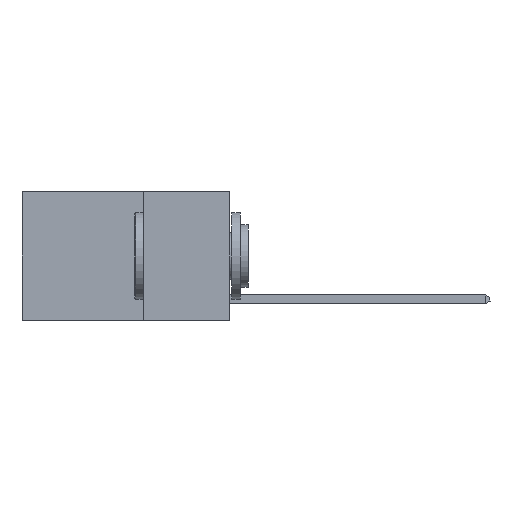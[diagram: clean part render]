
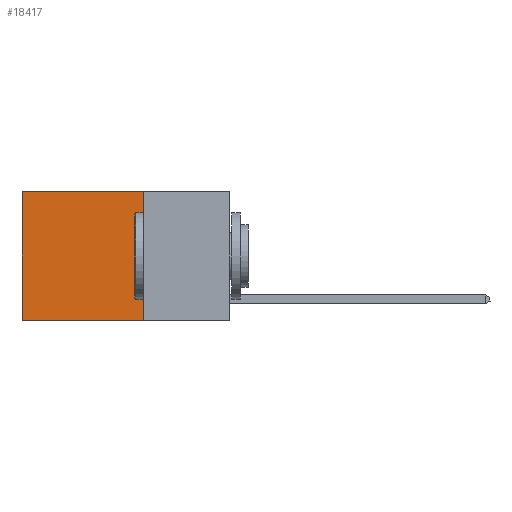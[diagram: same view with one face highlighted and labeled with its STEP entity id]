
A CAD part, left-side view. The second image highlights one B-rep face of the part: STEP entity #18417.
In plain terms, the highlighted planar face has unit normal (-1, 0, 0).
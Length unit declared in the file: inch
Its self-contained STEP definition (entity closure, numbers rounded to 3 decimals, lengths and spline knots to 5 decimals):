
#484 = ORIENTED_EDGE ( 'NONE', *, *, #12882, .F. ) ;
#1968 = ORIENTED_EDGE ( 'NONE', *, *, #11569, .F. ) ;
#2242 = PLANE ( 'NONE',  #3342 ) ;
#2244 = VERTEX_POINT ( 'NONE', #7520 ) ;
#3147 = VERTEX_POINT ( 'NONE', #4031 ) ;
#3342 = AXIS2_PLACEMENT_3D ( 'NONE', #17642, #13038, #9615 ) ;
#4031 = CARTESIAN_POINT ( 'NONE',  ( 0.2625, 0.6, -0.37 ) ) ;
#4869 = DIRECTION ( 'NONE',  ( 0., 1., 0. ) ) ;
#5832 = DIRECTION ( 'NONE',  ( 0., 0., -1. ) ) ;
#6669 = CARTESIAN_POINT ( 'NONE',  ( 0.2625, 0.25, -0.37 ) ) ;
#7060 = EDGE_LOOP ( 'NONE', ( #13263, #484, #1968, #8473 ) ) ;
#7520 = CARTESIAN_POINT ( 'NONE',  ( 0.2625, 0.25, -0.37 ) ) ;
#7617 = EDGE_CURVE ( 'NONE', #13839, #3147, #12300, .T. ) ;
#8473 = ORIENTED_EDGE ( 'NONE', *, *, #15235, .T. ) ;
#8833 = LINE ( 'NONE', #19397, #19027 ) ;
#8919 = VECTOR ( 'NONE', #5832, 39.37008 ) ;
#9124 = VECTOR ( 'NONE', #4869, 39.37008 ) ;
#9615 = DIRECTION ( 'NONE',  ( 0., 0., -1. ) ) ;
#10913 = DIRECTION ( 'NONE',  ( 0., 0., -1. ) ) ;
#11243 = CARTESIAN_POINT ( 'NONE',  ( 0.2625, 0.6, 0. ) ) ;
#11316 = VECTOR ( 'NONE', #10913, 39.37008 ) ;
#11569 = EDGE_CURVE ( 'NONE', #16477, #2244, #19010, .T. ) ;
#12300 = LINE ( 'NONE', #18429, #8919 ) ;
#12882 = EDGE_CURVE ( 'NONE', #2244, #3147, #18657, .T. ) ;
#13038 = DIRECTION ( 'NONE',  ( 1., 0., 0. ) ) ;
#13263 = ORIENTED_EDGE ( 'NONE', *, *, #7617, .T. ) ;
#13374 = DIRECTION ( 'NONE',  ( 0., 1., 0. ) ) ;
#13839 = VERTEX_POINT ( 'NONE', #11243 ) ;
#14755 = CARTESIAN_POINT ( 'NONE',  ( 0.2625, 0.25, 0. ) ) ;
#15235 = EDGE_CURVE ( 'NONE', #16477, #13839, #8833, .T. ) ;
#16020 = FACE_OUTER_BOUND ( 'NONE', #7060, .T. ) ;
#16477 = VERTEX_POINT ( 'NONE', #14755 ) ;
#17599 = CARTESIAN_POINT ( 'NONE',  ( 0.2625, 0.25, 0. ) ) ;
#17642 = CARTESIAN_POINT ( 'NONE',  ( 0.2625, 0.25, 0. ) ) ;
#18417 = ADVANCED_FACE ( 'NONE', ( #16020 ), #2242, .F. ) ;
#18429 = CARTESIAN_POINT ( 'NONE',  ( 0.2625, 0.6, 0. ) ) ;
#18657 = LINE ( 'NONE', #6669, #9124 ) ;
#19010 = LINE ( 'NONE', #17599, #11316 ) ;
#19027 = VECTOR ( 'NONE', #13374, 39.37008 ) ;
#19397 = CARTESIAN_POINT ( 'NONE',  ( 0.2625, 0.25, 0. ) ) ;
